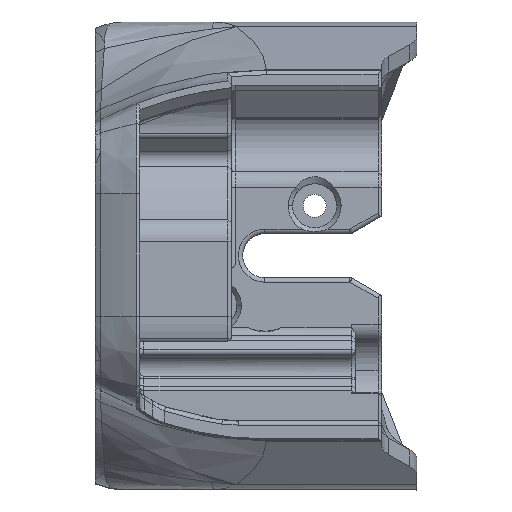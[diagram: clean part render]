
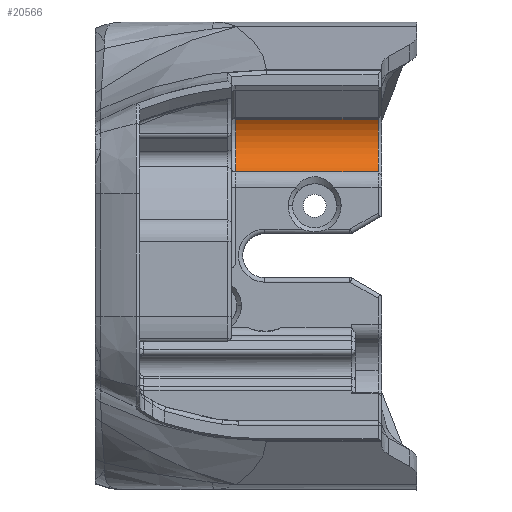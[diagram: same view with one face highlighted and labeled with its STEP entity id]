
A CAD part, top view. The second image highlights one B-rep face of the part: STEP entity #20566.
In plain terms, the highlighted cylindrical face has radius 4.1 mm (diameter 8.2 mm), a partial arc.
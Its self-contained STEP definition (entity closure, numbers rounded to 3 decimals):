
#1549 = DIRECTION ( 'NONE',  ( 1., 0., 0. ) ) ;
#1926 = ORIENTED_EDGE ( 'NONE', *, *, #25596, .F. ) ;
#2029 = CARTESIAN_POINT ( 'NONE',  ( -3.069, 12.171, 32.834 ) ) ;
#3905 = VECTOR ( 'NONE', #1549, 1000. ) ;
#5370 = DIRECTION ( 'NONE',  ( 0., 0.607, -0.794 ) ) ;
#5652 = CARTESIAN_POINT ( 'NONE',  ( -3.069, 6.17, 33.974 ) ) ;
#5982 = CARTESIAN_POINT ( 'NONE',  ( 13.081, 9.681, 36.091 ) ) ;
#6088 = DIRECTION ( 'NONE',  ( 1., 0., 0. ) ) ;
#6090 = FACE_OUTER_BOUND ( 'NONE', #11139, .T. ) ;
#6535 = AXIS2_PLACEMENT_3D ( 'NONE', #29258, #13964, #27205 ) ;
#7025 = VERTEX_POINT ( 'NONE', #15212 ) ;
#7040 = AXIS2_PLACEMENT_3D ( 'NONE', #5982, #6088, #16686 ) ;
#7945 = LINE ( 'NONE', #24775, #3905 ) ;
#8127 = EDGE_CURVE ( 'NONE', #20464, #23091, #23269, .T. ) ;
#9380 = CARTESIAN_POINT ( 'NONE',  ( -15.165, 6.17, 33.974 ) ) ;
#9852 = VERTEX_POINT ( 'NONE', #31164 ) ;
#10481 = DIRECTION ( 'NONE',  ( 1., 0., 0. ) ) ;
#11139 = EDGE_LOOP ( 'NONE', ( #1926, #27848, #21615, #27569 ) ) ;
#13790 = CYLINDRICAL_SURFACE ( 'NONE', #22713, 4.1 ) ;
#13964 = DIRECTION ( 'NONE',  ( -1., 0., 0. ) ) ;
#15212 = CARTESIAN_POINT ( 'NONE',  ( 13.081, 12.171, 32.834 ) ) ;
#16686 = DIRECTION ( 'NONE',  ( 0., -1., 0. ) ) ;
#16905 = DIRECTION ( 'NONE',  ( 1., 0., 0. ) ) ;
#18465 = VECTOR ( 'NONE', #16905, 1000. ) ;
#20464 = VERTEX_POINT ( 'NONE', #2029 ) ;
#20566 = ADVANCED_FACE ( 'NONE', ( #6090 ), #13790, .F. ) ;
#21020 = CARTESIAN_POINT ( 'NONE',  ( -15.165, 9.681, 36.091 ) ) ;
#21615 = ORIENTED_EDGE ( 'NONE', *, *, #23323, .T. ) ;
#22713 = AXIS2_PLACEMENT_3D ( 'NONE', #21020, #10481, #5370 ) ;
#23091 = VERTEX_POINT ( 'NONE', #5652 ) ;
#23269 = CIRCLE ( 'NONE', #6535, 4.1 ) ;
#23323 = EDGE_CURVE ( 'NONE', #23091, #9852, #25334, .T. ) ;
#24775 = CARTESIAN_POINT ( 'NONE',  ( -15.165, 12.171, 32.834 ) ) ;
#25334 = LINE ( 'NONE', #9380, #18465 ) ;
#25596 = EDGE_CURVE ( 'NONE', #20464, #7025, #7945, .T. ) ;
#25746 = EDGE_CURVE ( 'NONE', #9852, #7025, #27638, .T. ) ;
#27205 = DIRECTION ( 'NONE',  ( 0., 1., 0. ) ) ;
#27569 = ORIENTED_EDGE ( 'NONE', *, *, #25746, .T. ) ;
#27638 = CIRCLE ( 'NONE', #7040, 4.1 ) ;
#27848 = ORIENTED_EDGE ( 'NONE', *, *, #8127, .T. ) ;
#29258 = CARTESIAN_POINT ( 'NONE',  ( -3.069, 9.681, 36.091 ) ) ;
#31164 = CARTESIAN_POINT ( 'NONE',  ( 13.081, 6.17, 33.974 ) ) ;
